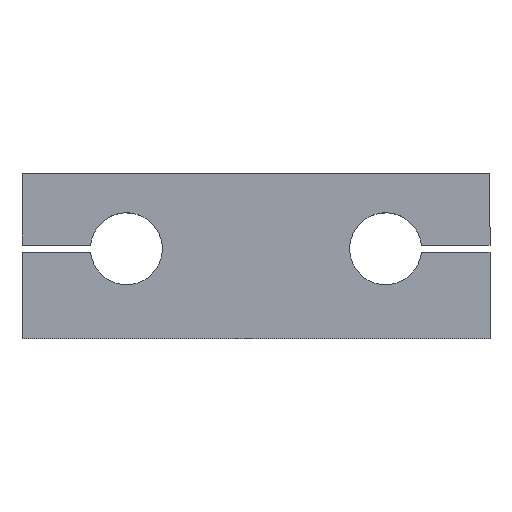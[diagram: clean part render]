
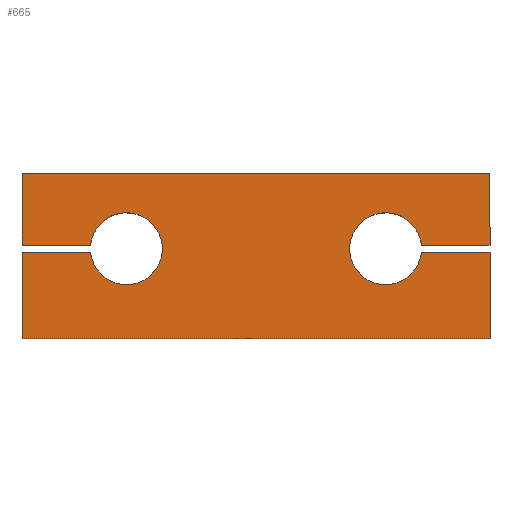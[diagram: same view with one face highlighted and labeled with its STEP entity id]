
A CAD part, top view. The second image highlights one B-rep face of the part: STEP entity #665.
In plain terms, the highlighted planar face has unit normal (0, 0, 1).
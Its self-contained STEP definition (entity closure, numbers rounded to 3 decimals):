
#5 = CARTESIAN_POINT ( 'NONE',  ( -45.95, 24., 10. ) ) ;
#12 = VERTEX_POINT ( 'NONE', #5 ) ;
#19 = CARTESIAN_POINT ( 'NONE',  ( 36., 25., 10. ) ) ;
#21 = DIRECTION ( 'NONE',  ( 0., 0., 1. ) ) ;
#22 = AXIS2_PLACEMENT_3D ( 'NONE', #624, #21, #453 ) ;
#28 = CARTESIAN_POINT ( 'NONE',  ( 65., 0., 10. ) ) ;
#34 = CARTESIAN_POINT ( 'NONE',  ( 65., 0., 10. ) ) ;
#38 = CARTESIAN_POINT ( 'NONE',  ( 45.95, 26., 10. ) ) ;
#39 = DIRECTION ( 'NONE',  ( 0., 0., -1. ) ) ;
#43 = CARTESIAN_POINT ( 'NONE',  ( -65., 0., 10. ) ) ;
#50 = VERTEX_POINT ( 'NONE', #70 ) ;
#57 = ORIENTED_EDGE ( 'NONE', *, *, #521, .T. ) ;
#59 = EDGE_CURVE ( 'NONE', #481, #435, #67, .T. ) ;
#67 = LINE ( 'NONE', #296, #584 ) ;
#70 = CARTESIAN_POINT ( 'NONE',  ( -65., 46., 10. ) ) ;
#72 = CARTESIAN_POINT ( 'NONE',  ( -65., 0., 10. ) ) ;
#74 = DIRECTION ( 'NONE',  ( -1., 0., 0. ) ) ;
#79 = VERTEX_POINT ( 'NONE', #598 ) ;
#91 = EDGE_CURVE ( 'NONE', #623, #218, #419, .T. ) ;
#96 = LINE ( 'NONE', #469, #385 ) ;
#105 = VECTOR ( 'NONE', #478, 1000. ) ;
#121 = VECTOR ( 'NONE', #393, 1000. ) ;
#128 = LINE ( 'NONE', #28, #487 ) ;
#138 = EDGE_CURVE ( 'NONE', #189, #623, #534, .T. ) ;
#144 = CIRCLE ( 'NONE', #574, 10. ) ;
#155 = DIRECTION ( 'NONE',  ( 1., 0., 0. ) ) ;
#156 = ORIENTED_EDGE ( 'NONE', *, *, #396, .T. ) ;
#158 = ORIENTED_EDGE ( 'NONE', *, *, #138, .T. ) ;
#173 = ORIENTED_EDGE ( 'NONE', *, *, #339, .T. ) ;
#178 = CARTESIAN_POINT ( 'NONE',  ( -65., 46., 10. ) ) ;
#179 = CARTESIAN_POINT ( 'NONE',  ( 45.95, 24., 10. ) ) ;
#189 = VERTEX_POINT ( 'NONE', #713 ) ;
#195 = DIRECTION ( 'NONE',  ( -1., 0., 0. ) ) ;
#211 = ORIENTED_EDGE ( 'NONE', *, *, #367, .F. ) ;
#218 = VERTEX_POINT ( 'NONE', #34 ) ;
#246 = EDGE_LOOP ( 'NONE', ( #513, #57, #490, #588, #156, #400, #470, #211, #322, #158, #616, #173 ) ) ;
#259 = CARTESIAN_POINT ( 'NONE',  ( 65., 46., 10. ) ) ;
#271 = VERTEX_POINT ( 'NONE', #259 ) ;
#278 = DIRECTION ( 'NONE',  ( 0., -1., 0. ) ) ;
#280 = DIRECTION ( 'NONE',  ( -1., 0., 0. ) ) ;
#283 = EDGE_CURVE ( 'NONE', #79, #504, #96, .T. ) ;
#295 = CIRCLE ( 'NONE', #22, 10. ) ;
#296 = CARTESIAN_POINT ( 'NONE',  ( -65., 26., 10. ) ) ;
#298 = LINE ( 'NONE', #594, #105 ) ;
#301 = CARTESIAN_POINT ( 'NONE',  ( -65., 0., 10. ) ) ;
#307 = DIRECTION ( 'NONE',  ( 0., -1., 0. ) ) ;
#319 = CARTESIAN_POINT ( 'NONE',  ( -65., 0., 10. ) ) ;
#322 = ORIENTED_EDGE ( 'NONE', *, *, #326, .F. ) ;
#326 = EDGE_CURVE ( 'NONE', #189, #12, #429, .T. ) ;
#328 = VERTEX_POINT ( 'NONE', #433 ) ;
#339 = EDGE_CURVE ( 'NONE', #218, #79, #128, .T. ) ;
#350 = CARTESIAN_POINT ( 'NONE',  ( -45.95, 26., 10. ) ) ;
#351 = LINE ( 'NONE', #468, #714 ) ;
#360 = EDGE_CURVE ( 'NONE', #50, #435, #492, .T. ) ;
#367 = EDGE_CURVE ( 'NONE', #12, #481, #295, .T. ) ;
#370 = PLANE ( 'NONE',  #462 ) ;
#385 = VECTOR ( 'NONE', #195, 1000. ) ;
#393 = DIRECTION ( 'NONE',  ( -1., 0., 0. ) ) ;
#396 = EDGE_CURVE ( 'NONE', #271, #50, #505, .T. ) ;
#400 = ORIENTED_EDGE ( 'NONE', *, *, #360, .T. ) ;
#406 = CARTESIAN_POINT ( 'NONE',  ( 0., 0., 10. ) ) ;
#419 = LINE ( 'NONE', #301, #448 ) ;
#425 = VERTEX_POINT ( 'NONE', #38 ) ;
#429 = LINE ( 'NONE', #658, #561 ) ;
#433 = CARTESIAN_POINT ( 'NONE',  ( 65., 26., 10. ) ) ;
#435 = VERTEX_POINT ( 'NONE', #599 ) ;
#448 = VECTOR ( 'NONE', #541, 1000. ) ;
#453 = DIRECTION ( 'NONE',  ( 1., 0., 0. ) ) ;
#462 = AXIS2_PLACEMENT_3D ( 'NONE', #406, #39, #637 ) ;
#468 = CARTESIAN_POINT ( 'NONE',  ( 65., 26., 10. ) ) ;
#469 = CARTESIAN_POINT ( 'NONE',  ( 65., 24., 10. ) ) ;
#470 = ORIENTED_EDGE ( 'NONE', *, *, #59, .F. ) ;
#478 = DIRECTION ( 'NONE',  ( 0., 1., 0. ) ) ;
#481 = VERTEX_POINT ( 'NONE', #350 ) ;
#487 = VECTOR ( 'NONE', #586, 1000. ) ;
#490 = ORIENTED_EDGE ( 'NONE', *, *, #626, .T. ) ;
#492 = LINE ( 'NONE', #72, #579 ) ;
#504 = VERTEX_POINT ( 'NONE', #179 ) ;
#505 = LINE ( 'NONE', #178, #121 ) ;
#513 = ORIENTED_EDGE ( 'NONE', *, *, #283, .T. ) ;
#521 = EDGE_CURVE ( 'NONE', #504, #425, #144, .T. ) ;
#534 = LINE ( 'NONE', #43, #549 ) ;
#541 = DIRECTION ( 'NONE',  ( 1., 0., 0. ) ) ;
#542 = DIRECTION ( 'NONE',  ( 1., 0., 0. ) ) ;
#549 = VECTOR ( 'NONE', #307, 1000. ) ;
#561 = VECTOR ( 'NONE', #155, 1000. ) ;
#572 = DIRECTION ( 'NONE',  ( 0., 0., -1. ) ) ;
#574 = AXIS2_PLACEMENT_3D ( 'NONE', #19, #572, #74 ) ;
#579 = VECTOR ( 'NONE', #278, 1000. ) ;
#584 = VECTOR ( 'NONE', #280, 1000. ) ;
#586 = DIRECTION ( 'NONE',  ( 0., 1., 0. ) ) ;
#588 = ORIENTED_EDGE ( 'NONE', *, *, #670, .T. ) ;
#594 = CARTESIAN_POINT ( 'NONE',  ( 65., 0., 10. ) ) ;
#598 = CARTESIAN_POINT ( 'NONE',  ( 65., 24., 10. ) ) ;
#599 = CARTESIAN_POINT ( 'NONE',  ( -65., 26., 10. ) ) ;
#616 = ORIENTED_EDGE ( 'NONE', *, *, #91, .T. ) ;
#623 = VERTEX_POINT ( 'NONE', #319 ) ;
#624 = CARTESIAN_POINT ( 'NONE',  ( -36., 25., 10. ) ) ;
#626 = EDGE_CURVE ( 'NONE', #425, #328, #351, .T. ) ;
#637 = DIRECTION ( 'NONE',  ( -1., 0., 0. ) ) ;
#658 = CARTESIAN_POINT ( 'NONE',  ( -65., 24., 10. ) ) ;
#665 = ADVANCED_FACE ( 'NONE', ( #694 ), #370, .F. ) ;
#670 = EDGE_CURVE ( 'NONE', #328, #271, #298, .T. ) ;
#694 = FACE_OUTER_BOUND ( 'NONE', #246, .T. ) ;
#713 = CARTESIAN_POINT ( 'NONE',  ( -65., 24., 10. ) ) ;
#714 = VECTOR ( 'NONE', #542, 1000. ) ;
